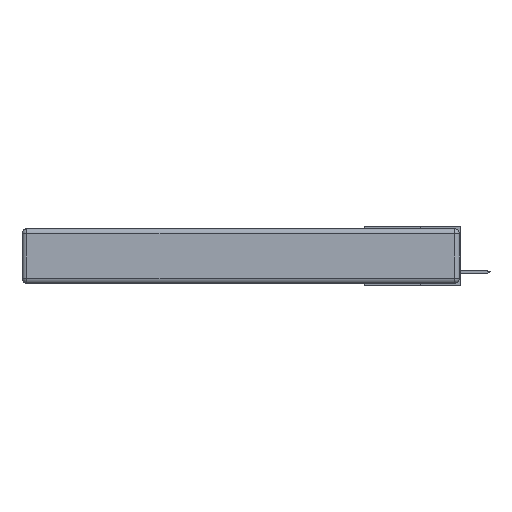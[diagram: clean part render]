
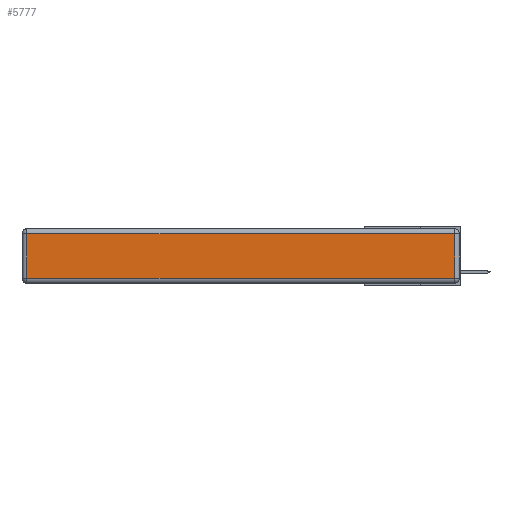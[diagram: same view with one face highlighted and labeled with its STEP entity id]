
A CAD part, left-side view. The second image highlights one B-rep face of the part: STEP entity #5777.
In plain terms, the highlighted planar face has unit normal (-1, 0, 0).
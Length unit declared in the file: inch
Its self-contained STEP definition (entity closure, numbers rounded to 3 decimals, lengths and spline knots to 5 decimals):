
#328 = CARTESIAN_POINT ( 'NONE',  ( 0., 0.03, -0.313 ) ) ;
#416 = EDGE_LOOP ( 'NONE', ( #5308, #4981, #7819, #9748 ) ) ;
#3226 = VECTOR ( 'NONE', #13661, 39.37008 ) ;
#3911 = FACE_OUTER_BOUND ( 'NONE', #416, .T. ) ;
#4070 = LINE ( 'NONE', #12805, #14890 ) ;
#4981 = ORIENTED_EDGE ( 'NONE', *, *, #19266, .T. ) ;
#5308 = ORIENTED_EDGE ( 'NONE', *, *, #24695, .T. ) ;
#5777 = ADVANCED_FACE ( 'NONE', ( #3911 ), #23447, .T. ) ;
#6311 = VERTEX_POINT ( 'NONE', #328 ) ;
#7590 = AXIS2_PLACEMENT_3D ( 'NONE', #13528, #13333, #11438 ) ;
#7819 = ORIENTED_EDGE ( 'NONE', *, *, #23607, .T. ) ;
#7858 = LINE ( 'NONE', #8037, #25401 ) ;
#8037 = CARTESIAN_POINT ( 'NONE',  ( 0., 0.03, -0.343 ) ) ;
#9748 = ORIENTED_EDGE ( 'NONE', *, *, #23784, .T. ) ;
#10023 = VECTOR ( 'NONE', #20200, 39.37008 ) ;
#10484 = CARTESIAN_POINT ( 'NONE',  ( 0., 0., -0.313 ) ) ;
#10677 = VERTEX_POINT ( 'NONE', #23736 ) ;
#11438 = DIRECTION ( 'NONE',  ( 0., 0., 1. ) ) ;
#12002 = DIRECTION ( 'NONE',  ( 0., 0., 1. ) ) ;
#12184 = VERTEX_POINT ( 'NONE', #25340 ) ;
#12805 = CARTESIAN_POINT ( 'NONE',  ( 0., 2.75, -0.03 ) ) ;
#13333 = DIRECTION ( 'NONE',  ( -1., 0., 0. ) ) ;
#13528 = CARTESIAN_POINT ( 'NONE',  ( 0., 0., -0.343 ) ) ;
#13661 = DIRECTION ( 'NONE',  ( 0., 0., -1. ) ) ;
#14890 = VECTOR ( 'NONE', #20635, 39.37008 ) ;
#15268 = LINE ( 'NONE', #21461, #3226 ) ;
#15894 = LINE ( 'NONE', #10484, #10023 ) ;
#15923 = CARTESIAN_POINT ( 'NONE',  ( 0., 0.03, -0.03 ) ) ;
#17624 = VERTEX_POINT ( 'NONE', #15923 ) ;
#19266 = EDGE_CURVE ( 'NONE', #6311, #17624, #7858, .T. ) ;
#20200 = DIRECTION ( 'NONE',  ( 0., -1., 0. ) ) ;
#20635 = DIRECTION ( 'NONE',  ( 0., 1., 0. ) ) ;
#21461 = CARTESIAN_POINT ( 'NONE',  ( 0., 2.72, -0.343 ) ) ;
#23447 = PLANE ( 'NONE',  #7590 ) ;
#23607 = EDGE_CURVE ( 'NONE', #17624, #12184, #4070, .T. ) ;
#23736 = CARTESIAN_POINT ( 'NONE',  ( 0., 2.72, -0.313 ) ) ;
#23784 = EDGE_CURVE ( 'NONE', #12184, #10677, #15268, .T. ) ;
#24695 = EDGE_CURVE ( 'NONE', #10677, #6311, #15894, .T. ) ;
#25340 = CARTESIAN_POINT ( 'NONE',  ( 0., 2.72, -0.03 ) ) ;
#25401 = VECTOR ( 'NONE', #12002, 39.37008 ) ;
